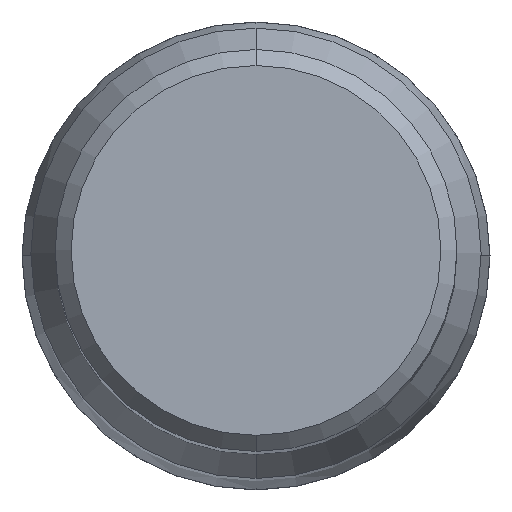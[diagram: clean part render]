
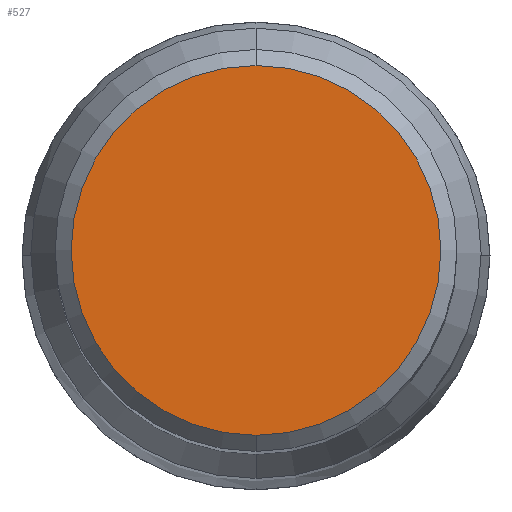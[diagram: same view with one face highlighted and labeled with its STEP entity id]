
A CAD part, top view. The second image highlights one B-rep face of the part: STEP entity #527.
In plain terms, the highlighted planar face has unit normal (0, 0, 1).
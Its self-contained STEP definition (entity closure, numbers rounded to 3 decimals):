
#419=VERTEX_POINT('',#927);
#439=VERTEX_POINT('',#949);
#527=ADVANCED_FACE('',(#1043),#1044,.T.);
#573=EDGE_CURVE('',#419,#439,#1096,.T.);
#653=EDGE_CURVE('',#439,#419,#1181,.T.);
#927=CARTESIAN_POINT('',(0.0,11.5,0.0));
#949=CARTESIAN_POINT('',(0.,-11.5,0.0));
#1043=FACE_OUTER_BOUND('',#1809,.T.);
#1044=PLANE('',#1810);
#1096=CIRCLE('',#1901,11.5);
#1181=CIRCLE('',#2063,11.5);
#1809=EDGE_LOOP('',(#2536,#2537));
#1810=AXIS2_PLACEMENT_3D('',#2538,#2539,#2540);
#1901=AXIS2_PLACEMENT_3D('',#2617,#2618,#2619);
#2063=AXIS2_PLACEMENT_3D('',#2722,#2723,#2724);
#2536=ORIENTED_EDGE('',*,*,#573,.F.);
#2537=ORIENTED_EDGE('',*,*,#653,.F.);
#2538=CARTESIAN_POINT('',(0.0,5.75,0.0));
#2539=DIRECTION('',(-0.0,0.0,1.0));
#2540=DIRECTION('',(0.0,-1.0,0.0));
#2617=CARTESIAN_POINT('',(0.0,0.0,0.0));
#2618=DIRECTION('',(0.0,0.0,-1.0));
#2619=DIRECTION('',(0.0,1.0,0.0));
#2722=CARTESIAN_POINT('',(0.0,0.0,0.0));
#2723=DIRECTION('',(0.0,0.0,-1.0));
#2724=DIRECTION('',(0.0,1.0,0.0));
